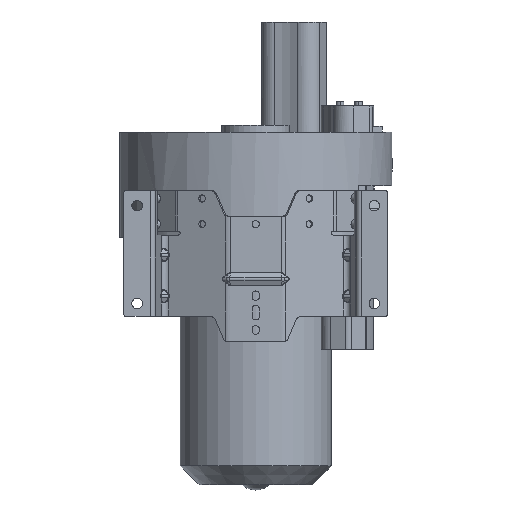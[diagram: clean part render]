
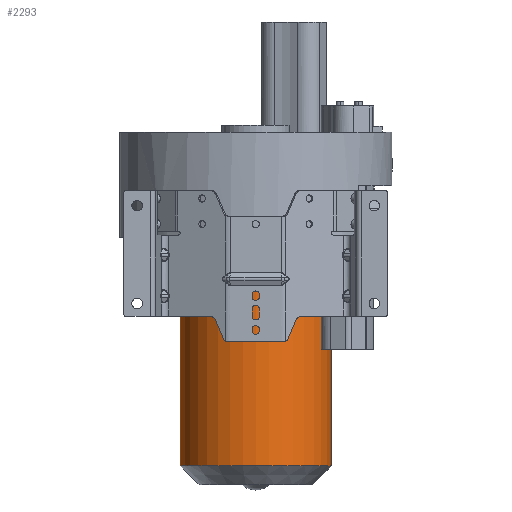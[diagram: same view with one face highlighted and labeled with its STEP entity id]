
A CAD part, front view. The second image highlights one B-rep face of the part: STEP entity #2293.
In plain terms, the highlighted cylindrical face has radius 100.25 mm (diameter 200.5 mm), a partial arc.
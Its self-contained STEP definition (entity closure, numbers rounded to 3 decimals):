
#677=CYLINDRICAL_SURFACE('',#10828,100.25);
#1032=LINE('',#15301,#1690);
#1033=LINE('',#15302,#1691);
#1690=VECTOR('',#12196,1.);
#1691=VECTOR('',#12197,1.);
#2293=ADVANCED_FACE('',(#2907),#677,.T.);
#2907=FACE_OUTER_BOUND('',#3488,.T.);
#3488=EDGE_LOOP('',(#4798,#4799,#4800,#4801));
#4798=ORIENTED_EDGE('',*,*,#8917,.F.);
#4799=ORIENTED_EDGE('',*,*,#8919,.F.);
#4800=ORIENTED_EDGE('',*,*,#8918,.T.);
#4801=ORIENTED_EDGE('',*,*,#8920,.T.);
#7885=VERTEX_POINT('',#15247);
#7886=VERTEX_POINT('',#15249);
#7889=VERTEX_POINT('',#15299);
#7890=VERTEX_POINT('',#15300);
#8917=EDGE_CURVE('',#7889,#7886,#1032,.T.);
#8918=EDGE_CURVE('',#7890,#7885,#1033,.T.);
#8919=EDGE_CURVE('',#7890,#7889,#10309,.T.);
#8920=EDGE_CURVE('',#7885,#7886,#10310,.T.);
#10309=CIRCLE('',#10826,100.25);
#10310=CIRCLE('',#10827,100.25);
#10826=AXIS2_PLACEMENT_3D('',#15304,#12200,#12201);
#10827=AXIS2_PLACEMENT_3D('',#15305,#12202,#12203);
#10828=AXIS2_PLACEMENT_3D('',#15306,#12204,#12205);
#12196=DIRECTION('',(0.,0.,-1.));
#12197=DIRECTION('',(0.,0.,-1.));
#12200=DIRECTION('',(0.,0.,1.));
#12201=DIRECTION('',(-1.,0.,0.));
#12202=DIRECTION('',(0.,0.,1.));
#12203=DIRECTION('',(-1.,0.,0.));
#12204=DIRECTION('',(0.,0.,-1.));
#12205=DIRECTION('',(1.,0.,0.));
#15247=CARTESIAN_POINT('',(-100.25,0.,-338.));
#15249=CARTESIAN_POINT('',(100.25,0.,-338.));
#15299=CARTESIAN_POINT('',(100.25,0.,-35.13));
#15300=CARTESIAN_POINT('',(-100.25,0.,-35.13));
#15301=CARTESIAN_POINT('',(100.25,0.,-35.13));
#15302=CARTESIAN_POINT('',(-100.25,0.,-35.13));
#15304=CARTESIAN_POINT('',(0.,0.,-35.13));
#15305=CARTESIAN_POINT('',(0.,0.,-338.));
#15306=CARTESIAN_POINT('',(0.,0.,-35.13));
